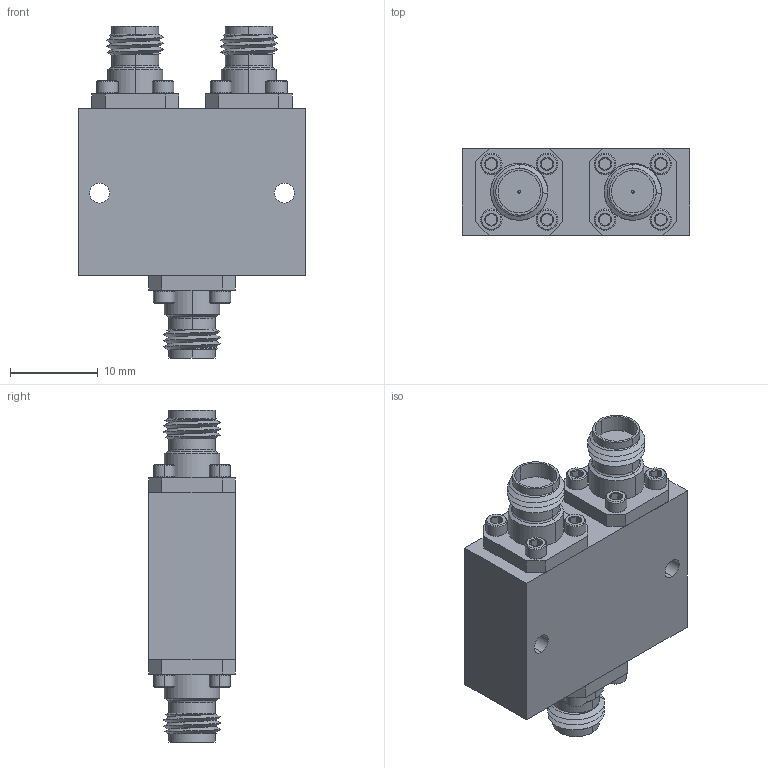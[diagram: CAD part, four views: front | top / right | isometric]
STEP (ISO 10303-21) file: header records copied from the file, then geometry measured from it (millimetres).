
FILE_DESCRIPTION (( 'STEP AP203' ), '1' );
FILE_NAME ('SCS-1832730618-SFSF-22.STEP', '2019-07-30T00:19:51', ( '' ), ( '' ), 'SwSTEP 2.0', 'SolidWorks 2016', '' );
FILE_SCHEMA (( 'CONFIG_CONTROL_DESIGN' ));
Products named in the file (1): SCS-1832730618-SFSF-22
Bounding box: 25.91 x 9.91 x 37.85 mm (x, y, z)
Volume: 5853.9 mm3; surface area: 3983.8 mm2
Topology: 16 solids, 16 shells, 970 faces, 2475 edges, 1576 vertices
Faces by surface type: cylinder 580, cone 180, plane 174, bspline 30, torus 6
Entity records: 44282 total; most frequent: CARTESIAN_POINT 23841, ORIENTED_EDGE 4950, DIRECTION 3594, EDGE_CURVE 2475, VERTEX_POINT 1576, AXIS2_PLACEMENT_3D 1351, EDGE_LOOP 1037, FACE_OUTER_BOUND 970
